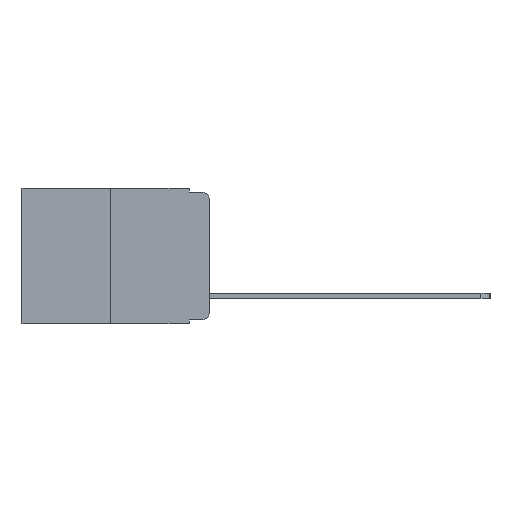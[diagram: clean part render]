
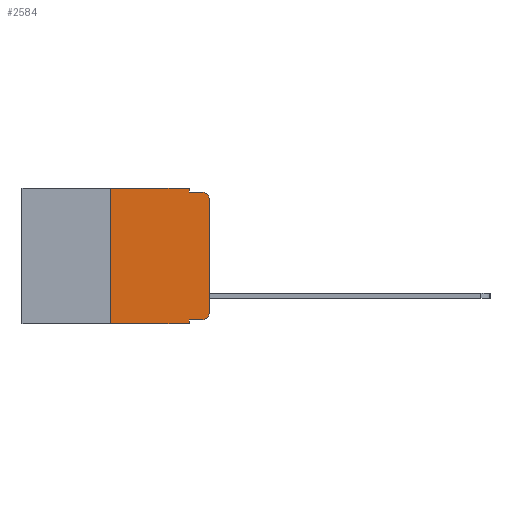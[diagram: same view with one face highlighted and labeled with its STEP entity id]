
A CAD part, left-side view. The second image highlights one B-rep face of the part: STEP entity #2584.
In plain terms, the highlighted planar face has unit normal (-1, 0, 0).
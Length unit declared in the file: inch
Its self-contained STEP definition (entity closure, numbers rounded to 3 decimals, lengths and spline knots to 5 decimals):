
#161 = DIRECTION ( 'NONE',  ( 0., -1., 0. ) ) ;
#337 = VERTEX_POINT ( 'NONE', #7841 ) ;
#576 = VERTEX_POINT ( 'NONE', #2309 ) ;
#651 = CARTESIAN_POINT ( 'NONE',  ( 0., 0.02, -0.333 ) ) ;
#1098 = CARTESIAN_POINT ( 'NONE',  ( 0., 0.051, -0.343 ) ) ;
#1219 = ORIENTED_EDGE ( 'NONE', *, *, #6026, .F. ) ;
#1252 = DIRECTION ( 'NONE',  ( 0., -1., 0. ) ) ;
#1289 = DIRECTION ( 'NONE',  ( 0., 0., 1. ) ) ;
#1350 = CARTESIAN_POINT ( 'NONE',  ( 0., 0.25, -0.343 ) ) ;
#1886 = CARTESIAN_POINT ( 'NONE',  ( 0., 0.051, -0.333 ) ) ;
#2072 = EDGE_CURVE ( 'NONE', #3780, #4424, #2434, .T. ) ;
#2309 = CARTESIAN_POINT ( 'NONE',  ( 0., 0.051, -0.01 ) ) ;
#2434 = CIRCLE ( 'NONE', #13844, 0.02 ) ;
#2558 = EDGE_CURVE ( 'NONE', #15220, #11872, #5945, .T. ) ;
#2584 = ADVANCED_FACE ( 'NONE', ( #14404 ), #6201, .F. ) ;
#2739 = CARTESIAN_POINT ( 'NONE',  ( 0., 0.051, 0. ) ) ;
#2760 = LINE ( 'NONE', #15084, #5542 ) ;
#3338 = ORIENTED_EDGE ( 'NONE', *, *, #10866, .F. ) ;
#3344 = VECTOR ( 'NONE', #9881, 39.37008 ) ;
#3390 = VERTEX_POINT ( 'NONE', #8710 ) ;
#3780 = VERTEX_POINT ( 'NONE', #651 ) ;
#3980 = VERTEX_POINT ( 'NONE', #8002 ) ;
#4424 = VERTEX_POINT ( 'NONE', #10118 ) ;
#4454 = EDGE_CURVE ( 'NONE', #3980, #3780, #12635, .T. ) ;
#4500 = DIRECTION ( 'NONE',  ( 0., 0., -1. ) ) ;
#4779 = CARTESIAN_POINT ( 'NONE',  ( 0., 0., 0. ) ) ;
#4845 = CARTESIAN_POINT ( 'NONE',  ( 0., 0., -0.03 ) ) ;
#4881 = CARTESIAN_POINT ( 'NONE',  ( 0., 0.25, 0. ) ) ;
#5106 = CARTESIAN_POINT ( 'NONE',  ( 0., 0.473, 0. ) ) ;
#5184 = ORIENTED_EDGE ( 'NONE', *, *, #2072, .T. ) ;
#5187 = DIRECTION ( 'NONE',  ( 0., 0., -1. ) ) ;
#5354 = VECTOR ( 'NONE', #15118, 39.37008 ) ;
#5508 = AXIS2_PLACEMENT_3D ( 'NONE', #6265, #6252, #6328 ) ;
#5542 = VECTOR ( 'NONE', #1252, 39.37008 ) ;
#5726 = ORIENTED_EDGE ( 'NONE', *, *, #11305, .T. ) ;
#5765 = EDGE_LOOP ( 'NONE', ( #5726, #12017, #6084, #15223, #3338, #6471, #10067, #1219, #13700, #5184 ) ) ;
#5872 = VERTEX_POINT ( 'NONE', #1350 ) ;
#5945 = CIRCLE ( 'NONE', #5508, 0.02 ) ;
#6026 = EDGE_CURVE ( 'NONE', #3980, #14322, #12600, .T. ) ;
#6084 = ORIENTED_EDGE ( 'NONE', *, *, #15240, .F. ) ;
#6201 = PLANE ( 'NONE',  #9559 ) ;
#6252 = DIRECTION ( 'NONE',  ( -1., 0., 0. ) ) ;
#6265 = CARTESIAN_POINT ( 'NONE',  ( 0., 0.02, -0.03 ) ) ;
#6328 = DIRECTION ( 'NONE',  ( 0., 0., -1. ) ) ;
#6399 = VECTOR ( 'NONE', #5187, 39.37008 ) ;
#6471 = ORIENTED_EDGE ( 'NONE', *, *, #7698, .F. ) ;
#6528 = LINE ( 'NONE', #7946, #10119 ) ;
#6707 = DIRECTION ( 'NONE',  ( 0., -1., 0. ) ) ;
#7134 = DIRECTION ( 'NONE',  ( 1., 0., 0. ) ) ;
#7698 = EDGE_CURVE ( 'NONE', #5872, #3390, #12737, .T. ) ;
#7841 = CARTESIAN_POINT ( 'NONE',  ( 0., 0.051, 0. ) ) ;
#7946 = CARTESIAN_POINT ( 'NONE',  ( 0., 0.473, -0.343 ) ) ;
#8002 = CARTESIAN_POINT ( 'NONE',  ( 0., 0.051, -0.333 ) ) ;
#8025 = CARTESIAN_POINT ( 'NONE',  ( 0., 0.473, 0. ) ) ;
#8614 = LINE ( 'NONE', #4779, #5354 ) ;
#8710 = CARTESIAN_POINT ( 'NONE',  ( 0., 0.25, 0. ) ) ;
#9333 = VECTOR ( 'NONE', #161, 39.37008 ) ;
#9559 = AXIS2_PLACEMENT_3D ( 'NONE', #8025, #7134, #4500 ) ;
#9677 = VECTOR ( 'NONE', #14213, 39.37008 ) ;
#9881 = DIRECTION ( 'NONE',  ( 0., 0., -1. ) ) ;
#10067 = ORIENTED_EDGE ( 'NONE', *, *, #13417, .T. ) ;
#10071 = LINE ( 'NONE', #5106, #9333 ) ;
#10118 = CARTESIAN_POINT ( 'NONE',  ( 0., 0., -0.313 ) ) ;
#10119 = VECTOR ( 'NONE', #6707, 39.37008 ) ;
#10851 = EDGE_CURVE ( 'NONE', #337, #576, #12668, .T. ) ;
#10866 = EDGE_CURVE ( 'NONE', #3390, #337, #10071, .T. ) ;
#11022 = CARTESIAN_POINT ( 'NONE',  ( 0., 0.051, 0. ) ) ;
#11305 = EDGE_CURVE ( 'NONE', #4424, #15220, #8614, .T. ) ;
#11872 = VERTEX_POINT ( 'NONE', #14212 ) ;
#12017 = ORIENTED_EDGE ( 'NONE', *, *, #2558, .T. ) ;
#12584 = CARTESIAN_POINT ( 'NONE',  ( 0., 0.02, -0.313 ) ) ;
#12600 = LINE ( 'NONE', #2739, #6399 ) ;
#12635 = LINE ( 'NONE', #1886, #9677 ) ;
#12668 = LINE ( 'NONE', #11022, #3344 ) ;
#12737 = LINE ( 'NONE', #4881, #14964 ) ;
#13417 = EDGE_CURVE ( 'NONE', #5872, #14322, #6528, .T. ) ;
#13484 = DIRECTION ( 'NONE',  ( 0., 0., -1. ) ) ;
#13540 = DIRECTION ( 'NONE',  ( -1., 0., 0. ) ) ;
#13700 = ORIENTED_EDGE ( 'NONE', *, *, #4454, .T. ) ;
#13844 = AXIS2_PLACEMENT_3D ( 'NONE', #12584, #13540, #13484 ) ;
#14212 = CARTESIAN_POINT ( 'NONE',  ( 0., 0.02, -0.01 ) ) ;
#14213 = DIRECTION ( 'NONE',  ( 0., -1., 0. ) ) ;
#14322 = VERTEX_POINT ( 'NONE', #1098 ) ;
#14404 = FACE_OUTER_BOUND ( 'NONE', #5765, .T. ) ;
#14964 = VECTOR ( 'NONE', #1289, 39.37008 ) ;
#15084 = CARTESIAN_POINT ( 'NONE',  ( 0., 0.051, -0.01 ) ) ;
#15118 = DIRECTION ( 'NONE',  ( 0., 0., 1. ) ) ;
#15220 = VERTEX_POINT ( 'NONE', #4845 ) ;
#15223 = ORIENTED_EDGE ( 'NONE', *, *, #10851, .F. ) ;
#15240 = EDGE_CURVE ( 'NONE', #576, #11872, #2760, .T. ) ;
